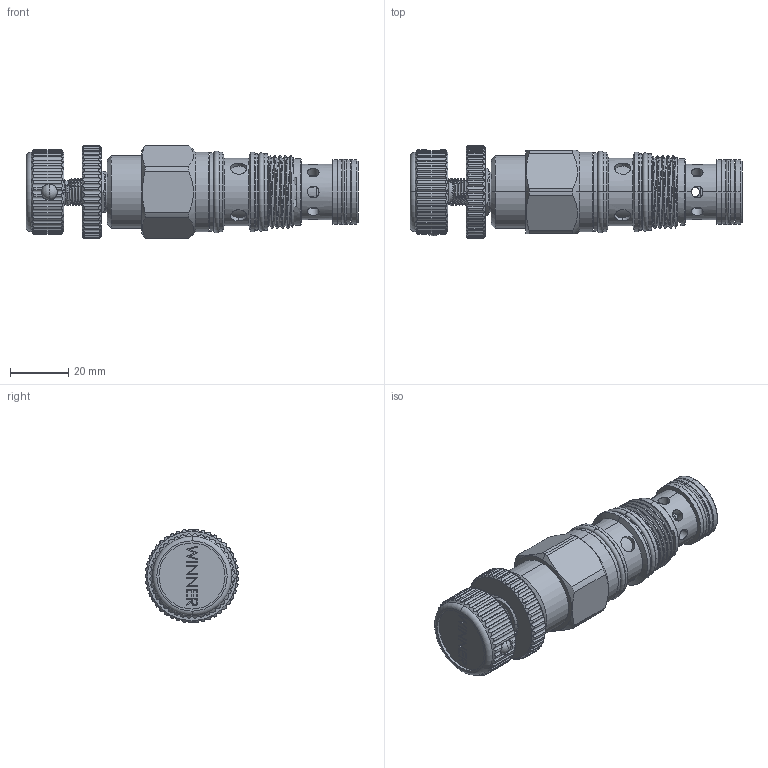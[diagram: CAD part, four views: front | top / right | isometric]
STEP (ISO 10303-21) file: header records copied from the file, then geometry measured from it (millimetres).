
FILE_DESCRIPTION (( 'STEP AP203' ), '1' );
FILE_NAME ('PP2A30(33)(35)-K.STEP', '2020-03-23T03:38:27', ( '' ), ( '' ), 'SwSTEP 2.0', 'SolidWorks 2018', '' );
FILE_SCHEMA (( 'CONFIG_CONTROL_DESIGN' ));
Length unit declared in the file: millimetre
Products named in the file (1): PP2A30(33)(35)-K
Bounding box: 114 x 32.18 x 32.2 mm (x, y, z)
Volume: 53303.9 mm3; surface area: 21276.5 mm2
Topology: 10 solids, 14 shells, 981 faces, 2702 edges, 1723 vertices
Faces by surface type: cylinder 499, plane 242, cone 94, torus 80, bspline 64, sphere 2
Entity records: 63129 total; most frequent: CARTESIAN_POINT 39768, ORIENTED_EDGE 5344, DIRECTION 4338, EDGE_CURVE 2672, VERTEX_POINT 1720, AXIS2_PLACEMENT_3D 1685, EDGE_LOOP 1058, ADVANCED_FACE 981
